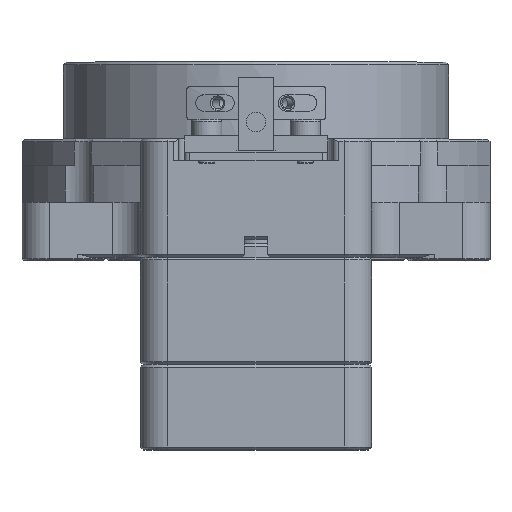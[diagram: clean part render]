
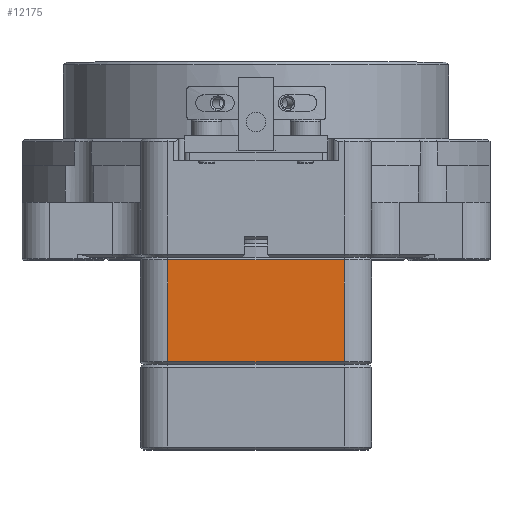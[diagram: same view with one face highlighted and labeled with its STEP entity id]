
A CAD part, top view. The second image highlights one B-rep face of the part: STEP entity #12175.
In plain terms, the highlighted planar face has unit normal (0, 0, 1).
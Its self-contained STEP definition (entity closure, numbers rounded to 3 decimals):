
#73 = CARTESIAN_POINT ( 'NONE',  ( -16., -19., 60.2 ) ) ;
#1007 = CARTESIAN_POINT ( 'NONE',  ( -16., -0.5, 60.2 ) ) ;
#3012 = EDGE_CURVE ( 'NONE', #12406, #12050, #19044, .T. ) ;
#3081 = DIRECTION ( 'NONE',  ( -1., 0., 0. ) ) ;
#3169 = DIRECTION ( 'NONE',  ( 0., 0., -1. ) ) ;
#3196 = CARTESIAN_POINT ( 'NONE',  ( 16., 0., 60.2 ) ) ;
#3239 = PLANE ( 'NONE',  #13428 ) ;
#3250 = FACE_OUTER_BOUND ( 'NONE', #31409, .T. ) ;
#4069 = CARTESIAN_POINT ( 'NONE',  ( 16., -19., 60.2 ) ) ;
#8758 = DIRECTION ( 'NONE',  ( -1., 0., 0. ) ) ;
#8788 = CARTESIAN_POINT ( 'NONE',  ( -16., -0.5, 60.2 ) ) ;
#8826 = LINE ( 'NONE', #8788, #23300 ) ;
#10466 = VECTOR ( 'NONE', #31264, 1000. ) ;
#11092 = VERTEX_POINT ( 'NONE', #17318 ) ;
#11656 = EDGE_CURVE ( 'NONE', #11092, #12318, #8826, .T. ) ;
#12050 = VERTEX_POINT ( 'NONE', #4069 ) ;
#12175 = ADVANCED_FACE ( 'NONE', ( #3250 ), #3239, .F. ) ;
#12318 = VERTEX_POINT ( 'NONE', #1007 ) ;
#12406 = VERTEX_POINT ( 'NONE', #73 ) ;
#13428 = AXIS2_PLACEMENT_3D ( 'NONE', #3196, #3169, #3081 ) ;
#15038 = VECTOR ( 'NONE', #19030, 1000. ) ;
#17318 = CARTESIAN_POINT ( 'NONE',  ( 16., -0.5, 60.2 ) ) ;
#17581 = ORIENTED_EDGE ( 'NONE', *, *, #26051, .T. ) ;
#17651 = ORIENTED_EDGE ( 'NONE', *, *, #3012, .T. ) ;
#17746 = ORIENTED_EDGE ( 'NONE', *, *, #17883, .F. ) ;
#17817 = ORIENTED_EDGE ( 'NONE', *, *, #11656, .T. ) ;
#17883 = EDGE_CURVE ( 'NONE', #11092, #12050, #31305, .T. ) ;
#19030 = DIRECTION ( 'NONE',  ( 1., 0., 0. ) ) ;
#19038 = CARTESIAN_POINT ( 'NONE',  ( 16., -19., 60.2 ) ) ;
#19044 = LINE ( 'NONE', #19038, #15038 ) ;
#23300 = VECTOR ( 'NONE', #8758, 1000. ) ;
#24702 = VECTOR ( 'NONE', #31076, 1000. ) ;
#26051 = EDGE_CURVE ( 'NONE', #12318, #12406, #31158, .T. ) ;
#31076 = DIRECTION ( 'NONE',  ( 0., -1., 0. ) ) ;
#31114 = CARTESIAN_POINT ( 'NONE',  ( -16., 0., 60.2 ) ) ;
#31158 = LINE ( 'NONE', #31114, #24702 ) ;
#31264 = DIRECTION ( 'NONE',  ( 0., -1., 0. ) ) ;
#31274 = CARTESIAN_POINT ( 'NONE',  ( 16., 0., 60.2 ) ) ;
#31305 = LINE ( 'NONE', #31274, #10466 ) ;
#31409 = EDGE_LOOP ( 'NONE', ( #17581, #17651, #17746, #17817 ) ) ;
